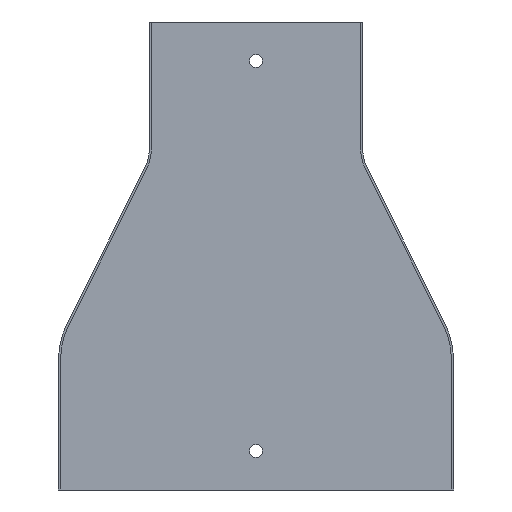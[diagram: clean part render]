
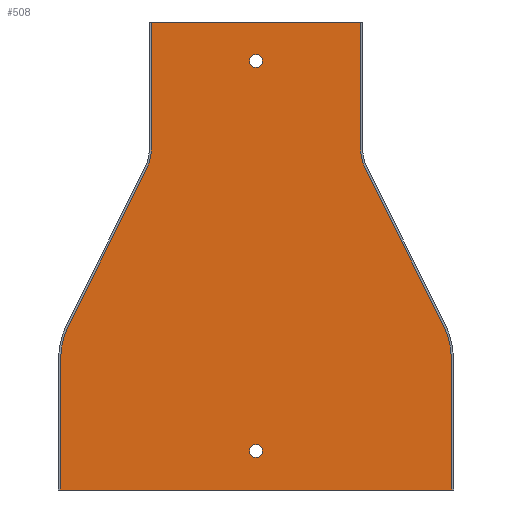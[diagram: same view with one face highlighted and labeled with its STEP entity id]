
A CAD part, front view. The second image highlights one B-rep face of the part: STEP entity #508.
In plain terms, the highlighted planar face has unit normal (0, -1, 0).
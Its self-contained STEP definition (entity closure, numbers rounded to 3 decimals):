
#1 = DIRECTION ( 'NONE',  ( 0., 0., 1. ) ) ;
#2 = CARTESIAN_POINT ( 'NONE',  ( -41., 0., 0. ) ) ;
#9 = DIRECTION ( 'NONE',  ( 0., 1., 0. ) ) ;
#12 = CARTESIAN_POINT ( 'NONE',  ( 40.2, 0., -48.39 ) ) ;
#13 = CARTESIAN_POINT ( 'NONE',  ( -59., 0., -48.39 ) ) ;
#14 = DIRECTION ( 'NONE',  ( 0., 0., 1. ) ) ;
#15 = CARTESIAN_POINT ( 'NONE',  ( 0., 0., -15. ) ) ;
#18 = DIRECTION ( 'NONE',  ( 1., 0., 0. ) ) ;
#19 = DIRECTION ( 'NONE',  ( 0., 0., -1. ) ) ;
#20 = CARTESIAN_POINT ( 'NONE',  ( -42.185, 0., -56.798 ) ) ;
#21 = CARTESIAN_POINT ( 'NONE',  ( -40.2, 0., -48.39 ) ) ;
#22 = DIRECTION ( 'NONE',  ( -1., 0., 0. ) ) ;
#29 = DIRECTION ( 'NONE',  ( 0., 1., 0. ) ) ;
#30 = CARTESIAN_POINT ( 'NONE',  ( 0., 0., -165. ) ) ;
#31 = DIRECTION ( 'NONE',  ( 0., 1., 0. ) ) ;
#34 = DIRECTION ( 'NONE',  ( 0., 1., 0. ) ) ;
#36 = DIRECTION ( 'NONE',  ( 0., 0., 1. ) ) ;
#37 = CARTESIAN_POINT ( 'NONE',  ( 59., 0., -48.39 ) ) ;
#40 = CARTESIAN_POINT ( 'NONE',  ( -76., 0., -180. ) ) ;
#41 = DIRECTION ( 'NONE',  ( 0., 0., 1. ) ) ;
#43 = DIRECTION ( 'NONE',  ( 0., 0., 1. ) ) ;
#50 = AXIS2_PLACEMENT_3D ( 'NONE', #765, #612, #611 ) ;
#58 = AXIS2_PLACEMENT_3D ( 'NONE', #37, #34, #43 ) ;
#59 = AXIS2_PLACEMENT_3D ( 'NONE', #592, #590, #589 ) ;
#66 = AXIS2_PLACEMENT_3D ( 'NONE', #650, #645, #641 ) ;
#74 = AXIS2_PLACEMENT_3D ( 'NONE', #13, #29, #41 ) ;
#89 = AXIS2_PLACEMENT_3D ( 'NONE', #30, #31, #1 ) ;
#96 = EDGE_CURVE ( 'NONE', #443, #442, #387, .T. ) ;
#97 = AXIS2_PLACEMENT_3D ( 'NONE', #15, #9, #36 ) ;
#100 = EDGE_CURVE ( 'NONE', #421, #420, #373, .T. ) ;
#101 = EDGE_CURVE ( 'NONE', #281, #281, #375, .T. ) ;
#102 = EDGE_CURVE ( 'NONE', #944, #944, #368, .T. ) ;
#103 = EDGE_CURVE ( 'NONE', #413, #419, #367, .T. ) ;
#104 = EDGE_CURVE ( 'NONE', #419, #442, #372, .T. ) ;
#105 = EDGE_CURVE ( 'NONE', #443, #417, #369, .T. ) ;
#106 = EDGE_CURVE ( 'NONE', #417, #409, #365, .T. ) ;
#108 = EDGE_CURVE ( 'NONE', #409, #408, #361, .T. ) ;
#109 = EDGE_CURVE ( 'NONE', #408, #407, #362, .T. ) ;
#110 = EDGE_CURVE ( 'NONE', #407, #420, #358, .T. ) ;
#111 = EDGE_CURVE ( 'NONE', #421, #412, #360, .T. ) ;
#112 = EDGE_CURVE ( 'NONE', #412, #405, #356, .T. ) ;
#113 = EDGE_CURVE ( 'NONE', #405, #413, #354, .T. ) ;
#193 = CARTESIAN_POINT ( 'NONE',  ( 0., 0., -12.5 ) ) ;
#215 = CARTESIAN_POINT ( 'NONE',  ( 0., 0., -162.5 ) ) ;
#254 = FACE_BOUND ( 'NONE', #861, .T. ) ;
#255 = FACE_BOUND ( 'NONE', #836, .T. ) ;
#256 = FACE_OUTER_BOUND ( 'NONE', #849, .T. ) ;
#281 = VERTEX_POINT ( 'NONE', #193 ) ;
#352 = VECTOR ( 'NONE', #651, 1000. ) ;
#354 = LINE ( 'NONE', #676, #352 ) ;
#355 = VECTOR ( 'NONE', #742, 1000. ) ;
#356 = CIRCLE ( 'NONE', #59, 31.2 ) ;
#357 = VECTOR ( 'NONE', #635, 1000. ) ;
#358 = LINE ( 'NONE', #749, #357 ) ;
#359 = VECTOR ( 'NONE', #660, 1000. ) ;
#360 = LINE ( 'NONE', #639, #355 ) ;
#361 = LINE ( 'NONE', #20, #359 ) ;
#362 = CIRCLE ( 'NONE', #66, 31.2 ) ;
#364 = VECTOR ( 'NONE', #19, 1000. ) ;
#365 = CIRCLE ( 'NONE', #74, 18.8 ) ;
#366 = VECTOR ( 'NONE', #14, 1000. ) ;
#367 = CIRCLE ( 'NONE', #58, 18.8 ) ;
#368 = CIRCLE ( 'NONE', #89, 2.5 ) ;
#369 = LINE ( 'NONE', #21, #364 ) ;
#371 = VECTOR ( 'NONE', #22, 1000. ) ;
#372 = LINE ( 'NONE', #12, #366 ) ;
#373 = LINE ( 'NONE', #40, #371 ) ;
#375 = CIRCLE ( 'NONE', #97, 2.5 ) ;
#376 = VECTOR ( 'NONE', #18, 1000. ) ;
#387 = LINE ( 'NONE', #2, #376 ) ;
#405 = VERTEX_POINT ( 'NONE', #585 ) ;
#407 = VERTEX_POINT ( 'NONE', #582 ) ;
#408 = VERTEX_POINT ( 'NONE', #561 ) ;
#409 = VERTEX_POINT ( 'NONE', #597 ) ;
#412 = VERTEX_POINT ( 'NONE', #591 ) ;
#413 = VERTEX_POINT ( 'NONE', #588 ) ;
#417 = VERTEX_POINT ( 'NONE', #567 ) ;
#419 = VERTEX_POINT ( 'NONE', #573 ) ;
#420 = VERTEX_POINT ( 'NONE', #572 ) ;
#421 = VERTEX_POINT ( 'NONE', #581 ) ;
#442 = VERTEX_POINT ( 'NONE', #613 ) ;
#443 = VERTEX_POINT ( 'NONE', #558 ) ;
#508 = ADVANCED_FACE ( 'NONE', ( #254, #255, #256 ), #777, .F. ) ;
#558 = CARTESIAN_POINT ( 'NONE',  ( -40.2, 0., 0. ) ) ;
#561 = CARTESIAN_POINT ( 'NONE',  ( -71.906, 0., -116.24 ) ) ;
#567 = CARTESIAN_POINT ( 'NONE',  ( -40.2, 0., -48.39 ) ) ;
#572 = CARTESIAN_POINT ( 'NONE',  ( -75.2, 0., -180. ) ) ;
#573 = CARTESIAN_POINT ( 'NONE',  ( 40.2, 0., -48.39 ) ) ;
#581 = CARTESIAN_POINT ( 'NONE',  ( 75.2, 0., -180. ) ) ;
#582 = CARTESIAN_POINT ( 'NONE',  ( -75.2, 0., -130.193 ) ) ;
#585 = CARTESIAN_POINT ( 'NONE',  ( 71.906, 0., -116.24 ) ) ;
#588 = CARTESIAN_POINT ( 'NONE',  ( 42.185, 0., -56.798 ) ) ;
#589 = DIRECTION ( 'NONE',  ( 0., 0., 1. ) ) ;
#590 = DIRECTION ( 'NONE',  ( 0., -1., 0. ) ) ;
#591 = CARTESIAN_POINT ( 'NONE',  ( 75.2, 0., -130.193 ) ) ;
#592 = CARTESIAN_POINT ( 'NONE',  ( 44., 0., -130.193 ) ) ;
#597 = CARTESIAN_POINT ( 'NONE',  ( -42.185, 0., -56.798 ) ) ;
#611 = DIRECTION ( 'NONE',  ( 0., 0., 1. ) ) ;
#612 = DIRECTION ( 'NONE',  ( 0., 1., 0. ) ) ;
#613 = CARTESIAN_POINT ( 'NONE',  ( 40.2, 0., 0. ) ) ;
#635 = DIRECTION ( 'NONE',  ( 0., 0., -1. ) ) ;
#639 = CARTESIAN_POINT ( 'NONE',  ( 75.2, 0., -48.39 ) ) ;
#641 = DIRECTION ( 'NONE',  ( 0., 0., 1. ) ) ;
#645 = DIRECTION ( 'NONE',  ( 0., -1., 0. ) ) ;
#650 = CARTESIAN_POINT ( 'NONE',  ( -44., 0., -130.193 ) ) ;
#651 = DIRECTION ( 'NONE',  ( -0.447, 0., 0.894 ) ) ;
#660 = DIRECTION ( 'NONE',  ( -0.447, 0., -0.894 ) ) ;
#676 = CARTESIAN_POINT ( 'NONE',  ( 18.585, 0., -9.598 ) ) ;
#742 = DIRECTION ( 'NONE',  ( 0., 0., 1. ) ) ;
#749 = CARTESIAN_POINT ( 'NONE',  ( -75.2, 0., -48.39 ) ) ;
#765 = CARTESIAN_POINT ( 'NONE',  ( -59., 0., -48.39 ) ) ;
#777 = PLANE ( 'NONE',  #50 ) ;
#795 = ORIENTED_EDGE ( 'NONE', *, *, #100, .F. ) ;
#819 = ORIENTED_EDGE ( 'NONE', *, *, #106, .T. ) ;
#821 = ORIENTED_EDGE ( 'NONE', *, *, #105, .T. ) ;
#827 = ORIENTED_EDGE ( 'NONE', *, *, #109, .T. ) ;
#830 = ORIENTED_EDGE ( 'NONE', *, *, #102, .T. ) ;
#836 = EDGE_LOOP ( 'NONE', ( #830 ) ) ;
#840 = ORIENTED_EDGE ( 'NONE', *, *, #101, .T. ) ;
#846 = ORIENTED_EDGE ( 'NONE', *, *, #103, .T. ) ;
#849 = EDGE_LOOP ( 'NONE', ( #846, #868, #904, #821, #819, #887, #827, #891, #795, #905, #869, #853 ) ) ;
#853 = ORIENTED_EDGE ( 'NONE', *, *, #113, .T. ) ;
#861 = EDGE_LOOP ( 'NONE', ( #840 ) ) ;
#868 = ORIENTED_EDGE ( 'NONE', *, *, #104, .T. ) ;
#869 = ORIENTED_EDGE ( 'NONE', *, *, #112, .T. ) ;
#887 = ORIENTED_EDGE ( 'NONE', *, *, #108, .T. ) ;
#891 = ORIENTED_EDGE ( 'NONE', *, *, #110, .T. ) ;
#904 = ORIENTED_EDGE ( 'NONE', *, *, #96, .F. ) ;
#905 = ORIENTED_EDGE ( 'NONE', *, *, #111, .T. ) ;
#944 = VERTEX_POINT ( 'NONE', #215 ) ;
